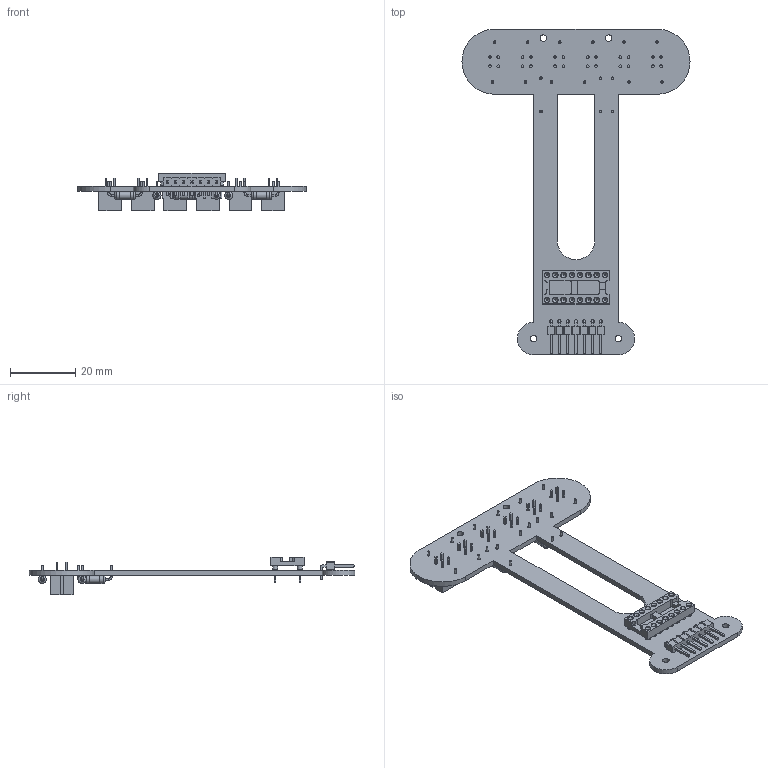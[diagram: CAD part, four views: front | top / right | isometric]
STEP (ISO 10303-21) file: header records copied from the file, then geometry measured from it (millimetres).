
FILE_DESCRIPTION(('FreeCAD Model'),'2;1');
FILE_NAME('Sensors_board.step','2018-11-24T18:49:15',('kicad StepUp'),( 'ksu MCAD'),'Open CASCADE STEP processor 7.3','FreeCAD','Unknown');
FILE_SCHEMA(('AUTOMOTIVE_DESIGN { 1 0 10303 214 1 1 1 1 }'));
Length unit declared in the file: millimetre
Products named in the file (24): Sensors_board; Board_Geoms; Pcb; PCB_Sketch; Step_Models; Top; DIP_16_W762mm_Socket_; PinHeader_1x07_P254mm_Horizontal_; Bot; R_Axial_DIN0207_L63mm_D25mm_P1016mm_Horizontal_; R_Axial_DIN0207_L63mm_D25mm_P1016mm_Horizontal_001; R_Axial_DIN0207_L63mm_D25mm_P1016mm_Horizontal_002; R_Axial_DIN0207_L63mm_D25mm_P1016mm_Horizontal_003; R_Axial_DIN0207_L63mm_D25mm_P1016mm_Horizontal_004; R_Axial_DIN0207_L63mm_D25mm_P1016mm_Horizontal_005; R_Axial_DIN0207_L63mm_D25mm_P1016mm_Horizontal_006; R_Axial_DIN0207_L63mm_D25mm_P1016mm_Horizontal_007; R_Axial_DIN0207_L63mm_D25mm_P1016mm_Horizontal_008; Vishay_CNY70_; Vishay_CNY70_001; Vishay_CNY70_002; Vishay_CNY70_003; Vishay_CNY70_004; Vishay_CNY70_005
Assembly tree (23 placements, depth 4):
  Sensors_board
    Board_Geoms
      Pcb
      PCB_Sketch
    Step_Models
      Top
        DIP_16_W762mm_Socket_
        PinHeader_1x07_P254mm_Horizontal_
      Bot
        R_Axial_DIN0207_L63mm_D25mm_P1016mm_Horizontal_
        R_Axial_DIN0207_L63mm_D25mm_P1016mm_Horizontal_001
        R_Axial_DIN0207_L63mm_D25mm_P1016mm_Horizontal_002
        R_Axial_DIN0207_L63mm_D25mm_P1016mm_Horizontal_003
        R_Axial_DIN0207_L63mm_D25mm_P1016mm_Horizontal_004
        R_Axial_DIN0207_L63mm_D25mm_P1016mm_Horizontal_005
        R_Axial_DIN0207_L63mm_D25mm_P1016mm_Horizontal_006
        R_Axial_DIN0207_L63mm_D25mm_P1016mm_Horizontal_007
        R_Axial_DIN0207_L63mm_D25mm_P1016mm_Horizontal_008
        Vishay_CNY70_
        Vishay_CNY70_001
        Vishay_CNY70_002
        Vishay_CNY70_003
        Vishay_CNY70_004
        Vishay_CNY70_005
Bounding box: 70 x 100 x 11.61 mm (x, y, z)
Volume: 6992.2 mm3; surface area: 10621 mm2
Topology: 18 solids, 18 shells, 920 faces, 2015 edges, 1315 vertices
Faces by surface type: plane 604, cylinder 220, cone 48, torus 48
Full cylindrical faces by diameter (mm): 0.508 x32, 0.6 x36, 0.8 x58, 1 x7, 1.524 x16, 1.724 x16, 2 x4, 2.25 x9, 2.5 x18
Entity records: 31672 total; most frequent: DIRECTION 4506, CARTESIAN_POINT 4278, ORIENTED_EDGE 3994, EDGE_CURVE 1997, AXIS2_PLACEMENT_3D 1547, LINE 1412, VECTOR 1412, VERTEX_POINT 1283
